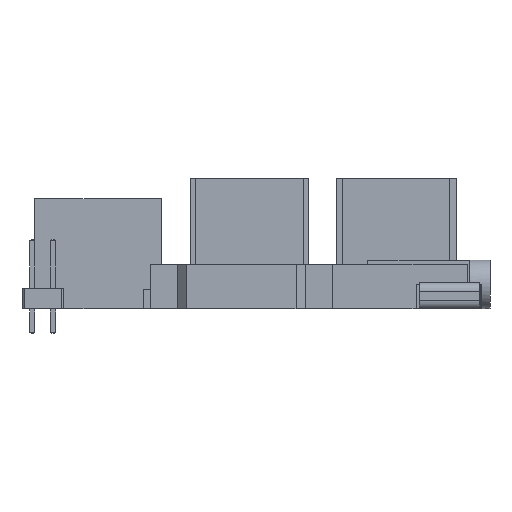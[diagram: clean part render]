
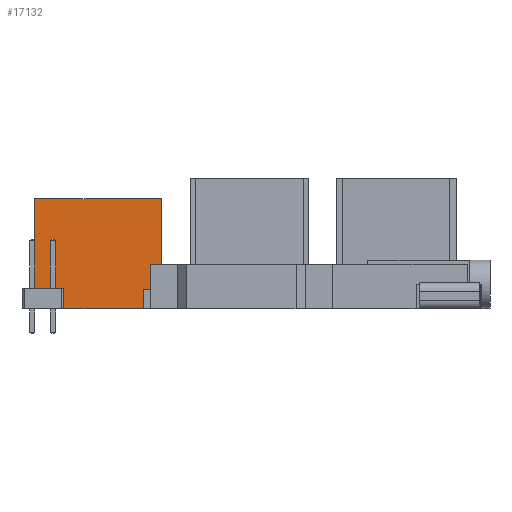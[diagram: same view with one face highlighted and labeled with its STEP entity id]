
A CAD part, left-side view. The second image highlights one B-rep face of the part: STEP entity #17132.
In plain terms, the highlighted planar face has unit normal (-1, 0, 0).
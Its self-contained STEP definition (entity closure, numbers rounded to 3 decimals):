
#978=FACE_OUTER_BOUND('',#2007,.T.);
#2007=EDGE_LOOP('',(#14008,#14009,#14010,#14011));
#4080=LINE('',#26390,#6275);
#4081=LINE('',#26393,#6276);
#4082=LINE('',#26395,#6277);
#4083=LINE('',#26396,#6278);
#6275=VECTOR('',#21903,10.);
#6276=VECTOR('',#21906,10.);
#6277=VECTOR('',#21907,10.);
#6278=VECTOR('',#21908,10.);
#7705=VERTEX_POINT('',#26383);
#7708=VERTEX_POINT('',#26388);
#7709=VERTEX_POINT('',#26392);
#7710=VERTEX_POINT('',#26394);
#9834=EDGE_CURVE('',#7705,#7708,#4080,.T.);
#9835=EDGE_CURVE('',#7709,#7705,#4081,.T.);
#9836=EDGE_CURVE('',#7710,#7708,#4082,.T.);
#9837=EDGE_CURVE('',#7709,#7710,#4083,.T.);
#14008=ORIENTED_EDGE('',*,*,#9835,.T.);
#14009=ORIENTED_EDGE('',*,*,#9834,.T.);
#14010=ORIENTED_EDGE('',*,*,#9836,.F.);
#14011=ORIENTED_EDGE('',*,*,#9837,.F.);
#15331=PLANE('',#18120);
#17132=ADVANCED_FACE('',(#978),#15331,.T.);
#18120=AXIS2_PLACEMENT_3D('',#26391,#21904,#21905);
#21903=DIRECTION('',(0.,0.,1.));
#21904=DIRECTION('center_axis',(-1.,0.,0.));
#21905=DIRECTION('ref_axis',(0.,-1.,0.));
#21906=DIRECTION('',(0.,-1.,0.));
#21907=DIRECTION('',(0.,-1.,0.));
#21908=DIRECTION('',(0.,0.,1.));
#26383=CARTESIAN_POINT('',(66.65,37.995,1.5));
#26388=CARTESIAN_POINT('',(66.65,37.995,15.));
#26390=CARTESIAN_POINT('',(66.65,37.995,1.5));
#26391=CARTESIAN_POINT('Origin',(66.65,53.505,1.5));
#26392=CARTESIAN_POINT('',(66.65,53.505,1.5));
#26393=CARTESIAN_POINT('',(66.65,53.505,1.5));
#26394=CARTESIAN_POINT('',(66.65,53.505,15.));
#26395=CARTESIAN_POINT('',(66.65,53.505,15.));
#26396=CARTESIAN_POINT('',(66.65,53.505,1.5));
